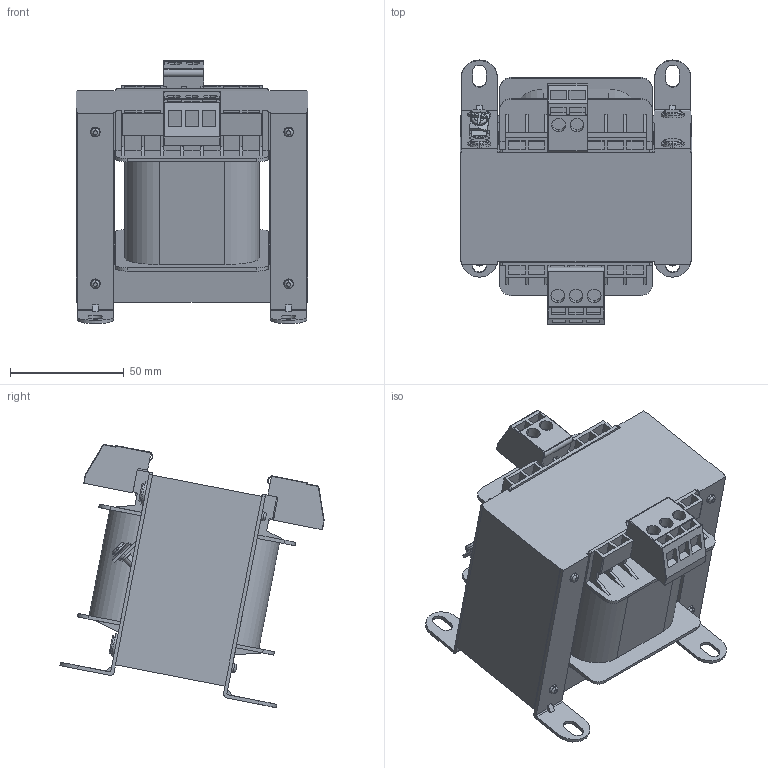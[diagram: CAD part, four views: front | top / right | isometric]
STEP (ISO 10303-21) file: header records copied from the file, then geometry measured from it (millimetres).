
FILE_DESCRIPTION((''),'2;1');
FILE_NAME('NDK-200_380_220-220_ASM_ASM','2018-04-26T',('jghua'),(''),'CREO PARAMETRIC BY PTC INC, 2014440','CREO PARAMETRIC BY PTC INC, 2014440','');
FILE_SCHEMA(('CONFIG_CONTROL_DESIGN'));
Length unit declared in the file: millimetre
Products named in the file (1): NDK-200_380_220-220_ASM_ASM
Bounding box: 102 x 116.27 x 115.8 mm (x, y, z)
Volume: 365864.8 mm3; surface area: 110293.8 mm2
Topology: 3 solids, 12 shells, 702 faces, 1866 edges, 1215 vertices
Faces by surface type: plane 487, cylinder 187, torus 14, bspline 8, sphere 6
Entity records: 22087 total; most frequent: CARTESIAN_POINT 4235, ORIENTED_EDGE 3712, DIRECTION 3623, EDGE_CURVE 1862, VECTOR 1401, LINE 1401, VERTEX_POINT 1215, AXIS2_PLACEMENT_3D 1111
